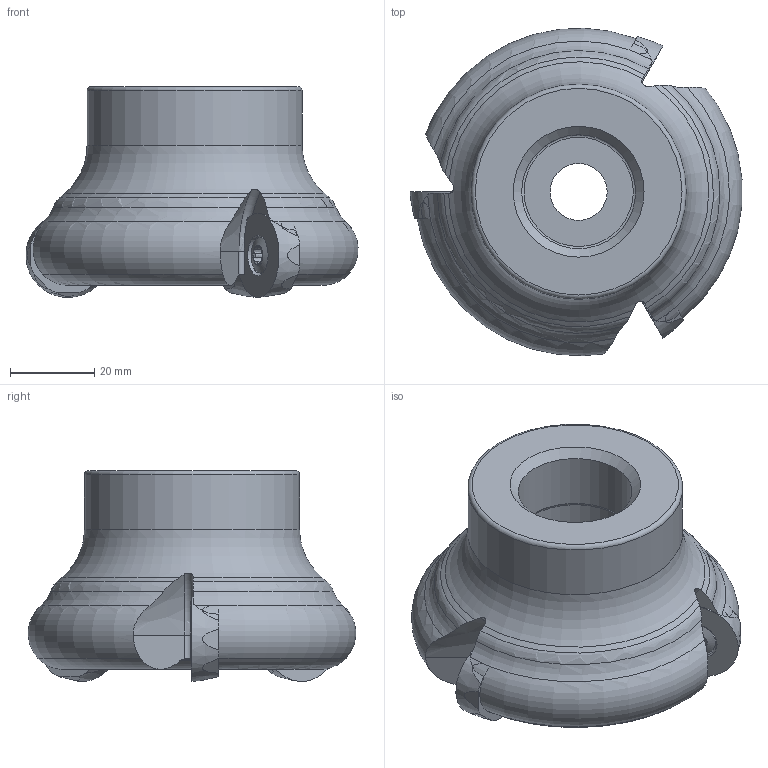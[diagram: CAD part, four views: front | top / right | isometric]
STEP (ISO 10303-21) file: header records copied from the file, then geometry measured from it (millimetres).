
FILE_DESCRIPTION(/* description */ (''),/* implementation_level */ '2;1');
FILE_NAME(/* name */ '1542870516323.stp',/* time_stamp */ '2018-11-22T12:38:49+05:00',/* author */ (''),/* organization */ ('SMS'),/* preprocessor_version */ 'ST-DEVELOPER v15',/* originating_system */ 'SIEMENS PLM Software NX 8.5',/* authorisation */ '');
FILE_SCHEMA (('AUTOMOTIVE_DESIGN { 1 0 10303 214 3 1 1 1 }'));
Length unit declared in the file: millimetre
Products named in the file (4): ASSEMBLY_CONSTRUCTION; 201857738mod000_00; 201896967mod000_00; 201897289mod000_00
Assembly tree (5 placements, depth 2):
  201897289mod000_00
    201896967mod000_00
    201857738mod000_00  x3
    ASSEMBLY_CONSTRUCTION
Bounding box: 78.7 x 77.63 x 50 mm (x, y, z)
Volume: 113848.9 mm3; surface area: 22944.6 mm2
Topology: 4 solids, 4 shells, 241 faces, 620 edges, 406 vertices
Faces by surface type: plane 105, cone 43, extrusion 36, torus 34, cylinder 20, sphere 3
Full cylindrical faces by diameter (mm): 5.35 x3, 6.5 x3, 8.45 x3, 13.5 x1, 20 x1, 27.011 x1, 27.5 x1, 51 x1
Entity records: 8428 total; most frequent: CARTESIAN_POINT 3271, DIRECTION 1021, ORIENTED_EDGE 1006, EDGE_CURVE 503, AXIS2_PLACEMENT_3D 427, VERTEX_POINT 339, EDGE_LOOP 259, ADVANCED_FACE 213
